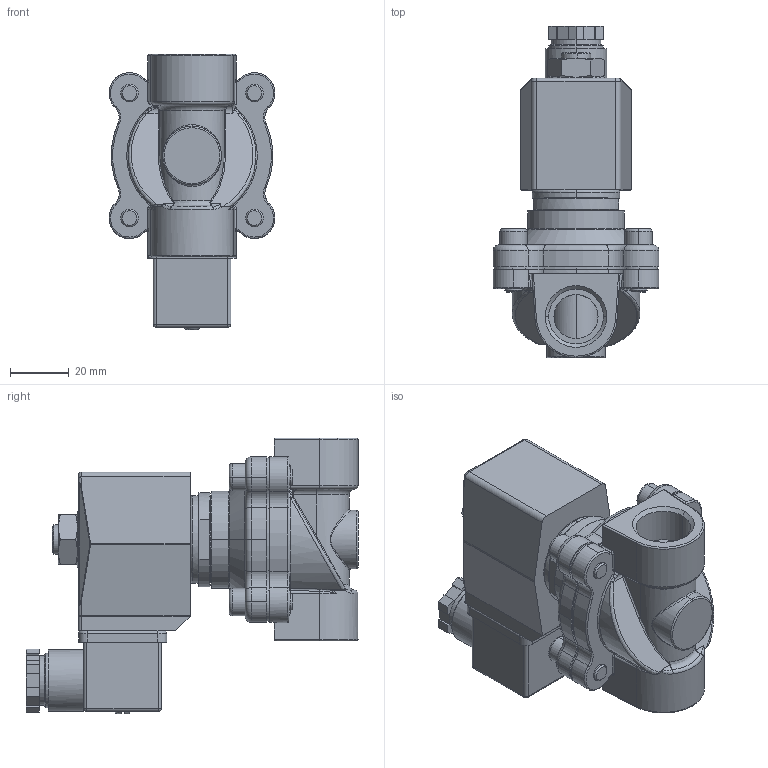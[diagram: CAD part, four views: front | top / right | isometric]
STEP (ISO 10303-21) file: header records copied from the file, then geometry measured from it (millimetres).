
FILE_DESCRIPTION (( 'STEP AP203' ), '1' );
FILE_NAME ('242 DN16.STEP', '2016-12-21T09:08:23', ( '' ), ( '' ), 'SwSTEP 2.0', 'SolidWorks 2015', '' );
FILE_SCHEMA (( 'CONFIG_CONTROL_DESIGN' ));
Length unit declared in the file: millimetre
Products named in the file (1): 242 DN16
Bounding box: 56.49 x 113.05 x 93.8 mm (x, y, z)
Volume: 189125 mm3; surface area: 33228.8 mm2
Topology: 1 solids, 1 shells, 541 faces, 1315 edges, 793 vertices
Faces by surface type: plane 196, cylinder 181, torus 79, bspline 51, cone 28, sphere 6
Entity records: 17670 total; most frequent: CARTESIAN_POINT 5179, DIRECTION 2668, ORIENTED_EDGE 2596, EDGE_CURVE 1298, AXIS2_PLACEMENT_3D 1037, VERTEX_POINT 793, LINE 594, VECTOR 594
